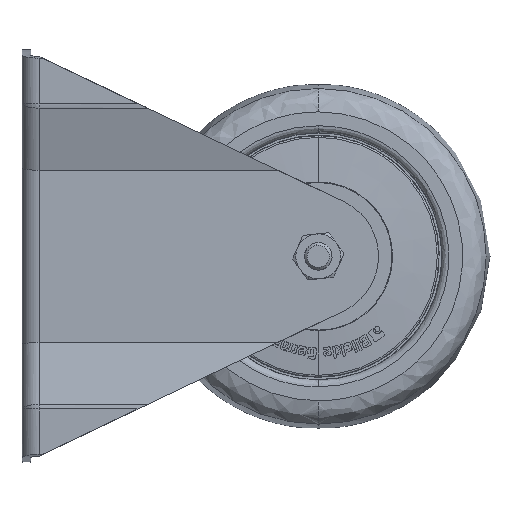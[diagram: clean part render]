
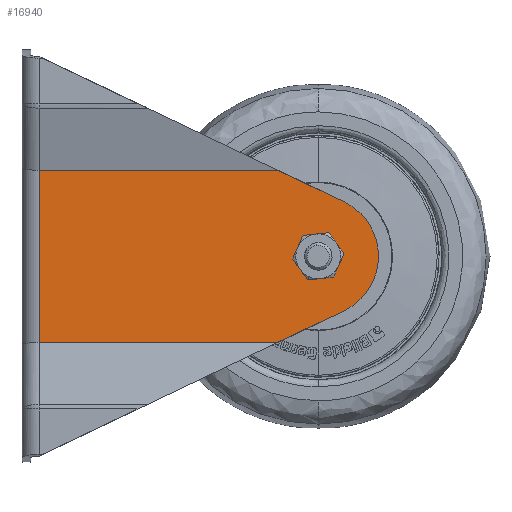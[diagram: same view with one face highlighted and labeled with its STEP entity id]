
A CAD part, left-side view. The second image highlights one B-rep face of the part: STEP entity #16940.
In plain terms, the highlighted face is planar.
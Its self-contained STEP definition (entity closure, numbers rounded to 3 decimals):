
#269 = ORIENTED_EDGE ( 'NONE', *, *, #47513, .F. ) ;
#616 = CARTESIAN_POINT ( 'NONE',  ( 0., -21., 81.75 ) ) ;
#1911 = DIRECTION ( 'NONE',  ( -0.43, 0., 0.903 ) ) ;
#1960 = CARTESIAN_POINT ( 'NONE',  ( 25., -21., 5. ) ) ;
#2553 = CARTESIAN_POINT ( 'NONE',  ( -15.798, -21., 93.528 ) ) ;
#3211 = EDGE_CURVE ( 'NONE', #43374, #14810, #14543, .T. ) ;
#3370 = VECTOR ( 'NONE', #47275, 1000. ) ;
#4661 = LINE ( 'NONE', #47620, #33400 ) ;
#5575 = CARTESIAN_POINT ( 'NONE',  ( 0., -21., 86. ) ) ;
#6995 = EDGE_LOOP ( 'NONE', ( #269, #37391 ) ) ;
#7118 = CARTESIAN_POINT ( 'NONE',  ( 0., -21., 86. ) ) ;
#7178 = DIRECTION ( 'NONE',  ( 0.43, 0., 0.903 ) ) ;
#8728 = ORIENTED_EDGE ( 'NONE', *, *, #32760, .T. ) ;
#8806 = VERTEX_POINT ( 'NONE', #41955 ) ;
#8874 = DIRECTION ( 'NONE',  ( 0., 0., -1. ) ) ;
#9179 = EDGE_CURVE ( 'NONE', #39296, #38060, #14415, .T. ) ;
#9235 = CIRCLE ( 'NONE', #39524, 4.25 ) ;
#9345 = DIRECTION ( 'NONE',  ( 1., 0., 0. ) ) ;
#9799 = LINE ( 'NONE', #27666, #29826 ) ;
#9981 = DIRECTION ( 'NONE',  ( 0., 0., -1. ) ) ;
#10218 = CARTESIAN_POINT ( 'NONE',  ( 25., -21., 74.217 ) ) ;
#10465 = EDGE_LOOP ( 'NONE', ( #13749, #33484, #12032, #16047, #8728, #17454 ) ) ;
#10863 = DIRECTION ( 'NONE',  ( 1., 0., 0. ) ) ;
#12032 = ORIENTED_EDGE ( 'NONE', *, *, #9179, .F. ) ;
#12592 = EDGE_CURVE ( 'NONE', #38153, #29946, #4661, .T. ) ;
#12888 = AXIS2_PLACEMENT_3D ( 'NONE', #5575, #31825, #9345 ) ;
#13028 = CARTESIAN_POINT ( 'NONE',  ( -25., -21., 74.217 ) ) ;
#13320 = LINE ( 'NONE', #1960, #3370 ) ;
#13385 = CARTESIAN_POINT ( 'NONE',  ( 0., -21., 130. ) ) ;
#13749 = ORIENTED_EDGE ( 'NONE', *, *, #39292, .T. ) ;
#14415 = LINE ( 'NONE', #29407, #44277 ) ;
#14543 = CIRCLE ( 'NONE', #12888, 4.25 ) ;
#14756 = CARTESIAN_POINT ( 'NONE',  ( -25., -21., 5. ) ) ;
#14810 = VERTEX_POINT ( 'NONE', #42087 ) ;
#16047 = ORIENTED_EDGE ( 'NONE', *, *, #45214, .T. ) ;
#16940 = ADVANCED_FACE ( 'NONE', ( #17534, #27531 ), #46922, .T. ) ;
#17224 = DIRECTION ( 'NONE',  ( 1., 0., 0. ) ) ;
#17454 = ORIENTED_EDGE ( 'NONE', *, *, #12592, .F. ) ;
#17456 = DIRECTION ( 'NONE',  ( 0., -1., 0. ) ) ;
#17534 = FACE_BOUND ( 'NONE', #6995, .T. ) ;
#19323 = EDGE_CURVE ( 'NONE', #8806, #38060, #32789, .T. ) ;
#21309 = CARTESIAN_POINT ( 'NONE',  ( 25., -21., 5. ) ) ;
#22384 = LINE ( 'NONE', #46746, #42202 ) ;
#25578 = AXIS2_PLACEMENT_3D ( 'NONE', #7118, #33394, #10863 ) ;
#27531 = FACE_OUTER_BOUND ( 'NONE', #10465, .T. ) ;
#27666 = CARTESIAN_POINT ( 'NONE',  ( -25., -21., 130. ) ) ;
#29407 = CARTESIAN_POINT ( 'NONE',  ( 1.289, -21., 129.386 ) ) ;
#29826 = VECTOR ( 'NONE', #8874, 1000. ) ;
#29946 = VERTEX_POINT ( 'NONE', #21309 ) ;
#31091 = VERTEX_POINT ( 'NONE', #14756 ) ;
#31825 = DIRECTION ( 'NONE',  ( 0., -1., 0. ) ) ;
#32336 = AXIS2_PLACEMENT_3D ( 'NONE', #13385, #39585, #17224 ) ;
#32760 = EDGE_CURVE ( 'NONE', #31091, #29946, #13320, .T. ) ;
#32789 = CIRCLE ( 'NONE', #25578, 17.5 ) ;
#33394 = DIRECTION ( 'NONE',  ( 0., -1., 0. ) ) ;
#33400 = VECTOR ( 'NONE', #9981, 1000. ) ;
#33484 = ORIENTED_EDGE ( 'NONE', *, *, #19323, .T. ) ;
#37391 = ORIENTED_EDGE ( 'NONE', *, *, #3211, .F. ) ;
#38060 = VERTEX_POINT ( 'NONE', #2553 ) ;
#38153 = VERTEX_POINT ( 'NONE', #10218 ) ;
#39292 = EDGE_CURVE ( 'NONE', #38153, #8806, #22384, .T. ) ;
#39296 = VERTEX_POINT ( 'NONE', #13028 ) ;
#39524 = AXIS2_PLACEMENT_3D ( 'NONE', #39812, #17456, #43590 ) ;
#39585 = DIRECTION ( 'NONE',  ( 0., -1., 0. ) ) ;
#39812 = CARTESIAN_POINT ( 'NONE',  ( 0., -21., 86. ) ) ;
#41955 = CARTESIAN_POINT ( 'NONE',  ( 15.798, -21., 93.528 ) ) ;
#42087 = CARTESIAN_POINT ( 'NONE',  ( 0., -21., 90.25 ) ) ;
#42202 = VECTOR ( 'NONE', #1911, 1000. ) ;
#43374 = VERTEX_POINT ( 'NONE', #616 ) ;
#43590 = DIRECTION ( 'NONE',  ( 1., 0., 0. ) ) ;
#44277 = VECTOR ( 'NONE', #7178, 1000. ) ;
#45214 = EDGE_CURVE ( 'NONE', #39296, #31091, #9799, .T. ) ;
#46746 = CARTESIAN_POINT ( 'NONE',  ( -1.289, -21., 129.386 ) ) ;
#46922 = PLANE ( 'NONE',  #32336 ) ;
#47275 = DIRECTION ( 'NONE',  ( 1., 0., 0. ) ) ;
#47513 = EDGE_CURVE ( 'NONE', #14810, #43374, #9235, .T. ) ;
#47620 = CARTESIAN_POINT ( 'NONE',  ( 25., -21., 130. ) ) ;
